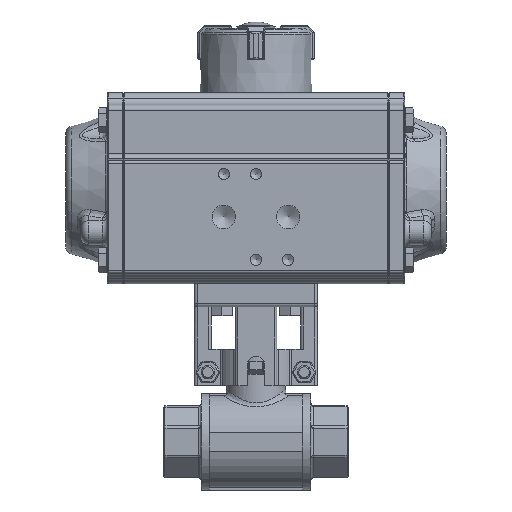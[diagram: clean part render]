
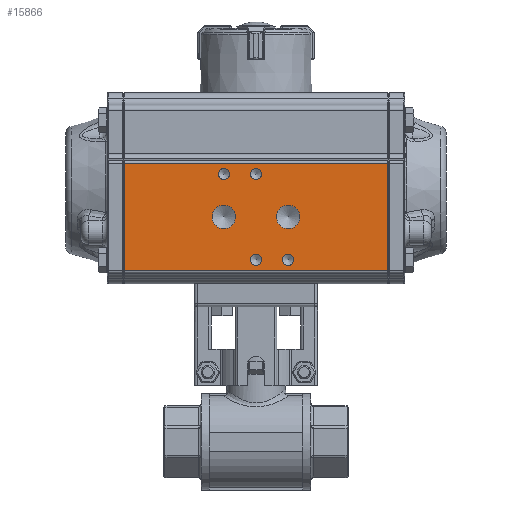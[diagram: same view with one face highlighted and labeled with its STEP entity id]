
A CAD part, left-side view. The second image highlights one B-rep face of the part: STEP entity #15866.
In plain terms, the highlighted planar face has unit normal (-1, 0, 0).
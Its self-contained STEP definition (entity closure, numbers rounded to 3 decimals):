
#265=PLANE('',#18593);
#1189=LINE('',#26167,#2339);
#1190=LINE('',#26171,#2340);
#1191=LINE('',#26173,#2341);
#1192=LINE('',#26175,#2342);
#2339=VECTOR('',#20776,1000.);
#2340=VECTOR('',#20781,1000.);
#2341=VECTOR('',#20782,1000.);
#2342=VECTOR('',#20783,1000.);
#4261=ORIENTED_EDGE('',*,*,#8832,.F.);
#4262=ORIENTED_EDGE('',*,*,#8834,.T.);
#4263=ORIENTED_EDGE('',*,*,#8835,.T.);
#4264=ORIENTED_EDGE('',*,*,#8836,.T.);
#4265=ORIENTED_EDGE('',*,*,#8540,.F.);
#4266=ORIENTED_EDGE('',*,*,#8538,.F.);
#4267=ORIENTED_EDGE('',*,*,#8536,.F.);
#4268=ORIENTED_EDGE('',*,*,#8534,.F.);
#4269=ORIENTED_EDGE('',*,*,#8532,.F.);
#4270=ORIENTED_EDGE('',*,*,#8530,.F.);
#8530=EDGE_CURVE('',#10896,#10896,#12375,.T.);
#8532=EDGE_CURVE('',#10899,#10899,#12377,.T.);
#8534=EDGE_CURVE('',#10902,#10902,#12379,.T.);
#8536=EDGE_CURVE('',#10905,#10905,#12381,.T.);
#8538=EDGE_CURVE('',#10908,#10908,#12383,.T.);
#8540=EDGE_CURVE('',#10911,#10911,#12385,.T.);
#8832=EDGE_CURVE('',#11149,#11150,#1189,.T.);
#8834=EDGE_CURVE('',#11149,#11151,#1190,.T.);
#8835=EDGE_CURVE('',#11151,#11152,#1191,.T.);
#8836=EDGE_CURVE('',#11152,#11150,#1192,.T.);
#10896=VERTEX_POINT('',#25076);
#10899=VERTEX_POINT('',#25083);
#10902=VERTEX_POINT('',#25090);
#10905=VERTEX_POINT('',#25097);
#10908=VERTEX_POINT('',#25104);
#10911=VERTEX_POINT('',#25111);
#11149=VERTEX_POINT('',#26166);
#11150=VERTEX_POINT('',#26168);
#11151=VERTEX_POINT('',#26172);
#11152=VERTEX_POINT('',#26174);
#12375=CIRCLE('',#18343,4.4);
#12377=CIRCLE('',#18347,4.4);
#12379=CIRCLE('',#18351,2.1);
#12381=CIRCLE('',#18355,2.1);
#12383=CIRCLE('',#18359,2.1);
#12385=CIRCLE('',#18363,2.1);
#13307=EDGE_LOOP('',(#4261,#4262,#4263,#4264));
#13308=EDGE_LOOP('',(#4265));
#13309=EDGE_LOOP('',(#4266));
#13310=EDGE_LOOP('',(#4267));
#13311=EDGE_LOOP('',(#4268));
#13312=EDGE_LOOP('',(#4269));
#13313=EDGE_LOOP('',(#4270));
#14546=FACE_BOUND('',#13307,.T.);
#14547=FACE_BOUND('',#13308,.T.);
#14548=FACE_BOUND('',#13309,.T.);
#14549=FACE_BOUND('',#13310,.T.);
#14550=FACE_BOUND('',#13311,.T.);
#14551=FACE_BOUND('',#13312,.T.);
#14552=FACE_BOUND('',#13313,.T.);
#15866=ADVANCED_FACE('',(#14546,#14547,#14548,#14549,#14550,#14551,#14552),
#265,.F.);
#18343=AXIS2_PLACEMENT_3D('',#25075,#20179,#20180);
#18347=AXIS2_PLACEMENT_3D('',#25082,#20187,#20188);
#18351=AXIS2_PLACEMENT_3D('',#25089,#20195,#20196);
#18355=AXIS2_PLACEMENT_3D('',#25096,#20203,#20204);
#18359=AXIS2_PLACEMENT_3D('',#25103,#20211,#20212);
#18363=AXIS2_PLACEMENT_3D('',#25110,#20219,#20220);
#18593=AXIS2_PLACEMENT_3D('',#26170,#20779,#20780);
#20179=DIRECTION('',(-1.,0.,0.));
#20180=DIRECTION('',(0.,0.,1.));
#20187=DIRECTION('',(-1.,0.,0.));
#20188=DIRECTION('',(0.,0.,1.));
#20195=DIRECTION('',(-1.,0.,0.));
#20196=DIRECTION('',(0.,0.,1.));
#20203=DIRECTION('',(-1.,0.,0.));
#20204=DIRECTION('',(0.,0.,1.));
#20211=DIRECTION('',(-1.,0.,0.));
#20212=DIRECTION('',(0.,0.,1.));
#20219=DIRECTION('',(-1.,0.,0.));
#20220=DIRECTION('',(0.,0.,1.));
#20776=DIRECTION('',(0.,0.,-1.));
#20779=DIRECTION('',(1.,0.,0.));
#20780=DIRECTION('',(0.,1.,0.));
#20781=DIRECTION('',(0.,1.,0.));
#20782=DIRECTION('',(0.,0.,-1.));
#20783=DIRECTION('',(0.,-1.,0.));
#25075=CARTESIAN_POINT('',(-42.,-10.,12.));
#25076=CARTESIAN_POINT('',(-42.,-10.,16.4));
#25082=CARTESIAN_POINT('',(-42.,-10.,-12.));
#25083=CARTESIAN_POINT('',(-42.,-10.,-7.6));
#25089=CARTESIAN_POINT('',(-42.,6.,0.));
#25090=CARTESIAN_POINT('',(-42.,6.,2.1));
#25096=CARTESIAN_POINT('',(-42.,-26.,0.));
#25097=CARTESIAN_POINT('',(-42.,-26.,2.1));
#25103=CARTESIAN_POINT('',(-42.,6.,-12.));
#25104=CARTESIAN_POINT('',(-42.,6.,-9.9));
#25110=CARTESIAN_POINT('',(-42.,-26.,12.));
#25111=CARTESIAN_POINT('',(-42.,-26.,14.1));
#26166=CARTESIAN_POINT('',(-42.,-30.05,49.2));
#26167=CARTESIAN_POINT('',(-42.,-30.05,49.5));
#26168=CARTESIAN_POINT('',(-42.,-30.05,-49.2));
#26170=CARTESIAN_POINT('',(-42.,10.062,49.5));
#26171=CARTESIAN_POINT('',(-42.,10.062,49.2));
#26172=CARTESIAN_POINT('',(-42.,10.062,49.2));
#26173=CARTESIAN_POINT('',(-42.,10.062,49.5));
#26174=CARTESIAN_POINT('',(-42.,10.062,-49.2));
#26175=CARTESIAN_POINT('',(-42.,10.062,-49.2));
